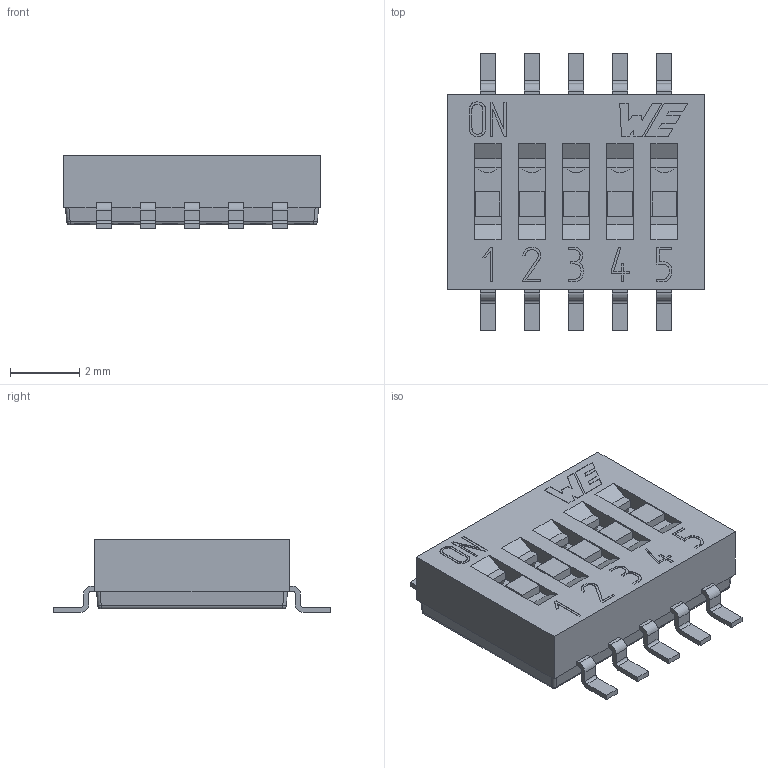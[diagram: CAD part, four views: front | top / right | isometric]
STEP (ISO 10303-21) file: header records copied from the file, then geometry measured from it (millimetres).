
FILE_DESCRIPTION( ( 'Unknown' ), '1' );
FILE_NAME( '416131160805.stp', 'Unknown', ( 'Unknown' ), ( 'Unknown' ), 'PSStep 16.0.42', 'Unknown', ' ' );
FILE_SCHEMA( ( 'AUTOMOTIVE_DESIGN { 1 0 10303 214 1 1 1 1 }' ) );
Length unit declared in the file: millimetre
Products named in the file (14): Assem1; base; pins; cap; clip
Assembly tree (17 placements, depth 2):
  Assem1
    base
    pins
    pins
    pins
    pins
    pins
    pins
    pins
    pins
    pins
    pins
    cap
    clip  x5
Bounding box: 7.39 x 8 x 2.1 mm (x, y, z)
Volume: 60.6 mm3; surface area: 356.3 mm2
Topology: 17 solids, 17 shells, 551 faces, 1494 edges, 988 vertices
Faces by surface type: plane 476, cylinder 58, extrusion 13, sphere 4
Entity records: 20015 total; most frequent: CARTESIAN_POINT 3460, ORIENTED_EDGE 2688, DIRECTION 2355, EDGE_CURVE 1344, VECTOR 1115, LINE 1102, VERTEX_POINT 892, AXIS2_PLACEMENT_3D 620
